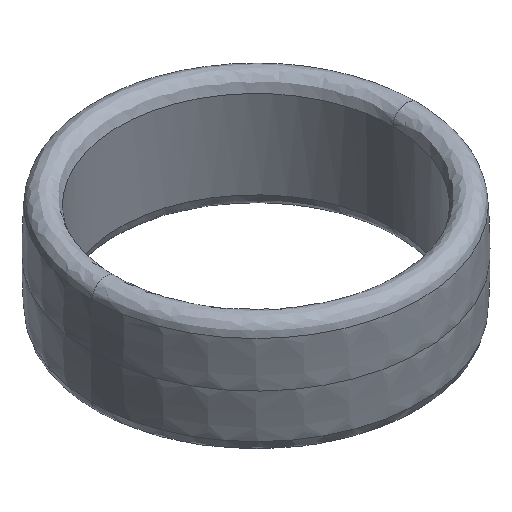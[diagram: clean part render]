
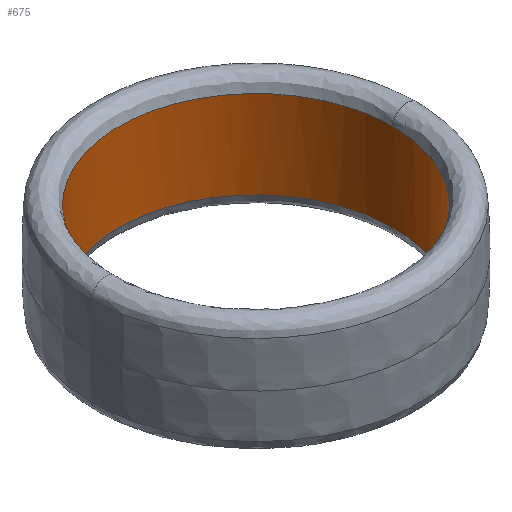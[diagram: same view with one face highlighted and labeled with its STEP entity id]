
A CAD part, isometric view. The second image highlights one B-rep face of the part: STEP entity #675.
In plain terms, the highlighted free-form (B-spline) face has degree [2, 1] with [9, 2] control points.
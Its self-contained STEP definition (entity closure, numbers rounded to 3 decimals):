
#39 = VERTEX_POINT('',#40);
#40 = CARTESIAN_POINT('',(95.56,-0.005,
    53.614));
#48 = EDGE_CURVE('',#49,#39,#51,.T.);
#49 = VERTEX_POINT('',#50);
#50 = CARTESIAN_POINT('',(109.036,-0.005,
    53.614));
#51 = B_SPLINE_CURVE_WITH_KNOTS('',3,(#52,#53,#54,#55,#56,#57,#58,#59,
    #60,#61),.UNSPECIFIED.,.F.,.F.,(4,1,1,1,1,1,1,4),(-1.889,
    -1.619,-1.35,-1.08,-0.81,
    -0.54,-0.27,0.),.UNSPECIFIED.);
#52 = CARTESIAN_POINT('',(109.036,-0.005,
    53.614));
#53 = CARTESIAN_POINT('',(109.035,-1.01,
    53.614));
#54 = CARTESIAN_POINT('',(108.574,-3.03,
    53.614));
#55 = CARTESIAN_POINT('',(106.636,-5.455,
    53.614));
#56 = CARTESIAN_POINT('',(103.842,-6.794,53.614
    ));
#57 = CARTESIAN_POINT('',(100.742,-6.793,
    53.614));
#58 = CARTESIAN_POINT('',(97.944,-5.439,
    53.614));
#59 = CARTESIAN_POINT('',(96.015,-3.011,
    53.614));
#60 = CARTESIAN_POINT('',(95.561,-1.007,
    53.614));
#61 = CARTESIAN_POINT('',(95.56,-0.005,
    53.614));
#156 = VERTEX_POINT('',#157);
#157 = CARTESIAN_POINT('',(95.56,0.,
    49.297));
#334 = VERTEX_POINT('',#335);
#335 = CARTESIAN_POINT('',(109.036,0.005,
    49.297));
#351 = EDGE_CURVE('',#156,#334,#352,.T.);
#352 = B_SPLINE_CURVE_WITH_KNOTS('',3,(#353,#354,#355,#356,#357,#358,
    #359,#360,#361),.UNSPECIFIED.,.F.,.F.,(4,1,1,1,1,1,4),(
    3.778,4.048,4.318,4.588,
    4.858,5.398,5.668),.UNSPECIFIED.);
#353 = CARTESIAN_POINT('',(95.56,0.,
    49.297));
#354 = CARTESIAN_POINT('',(95.56,-1.,
    49.297));
#355 = CARTESIAN_POINT('',(96.017,-3.022,
    49.297));
#356 = CARTESIAN_POINT('',(97.955,-5.452,
    49.297));
#357 = CARTESIAN_POINT('',(100.745,-6.791,
    49.297));
#358 = CARTESIAN_POINT('',(104.894,-6.81,
    49.297));
#359 = CARTESIAN_POINT('',(108.371,-4.053,
    49.297));
#360 = CARTESIAN_POINT('',(109.037,-0.999,
    49.297));
#361 = CARTESIAN_POINT('',(109.036,0.005,
    49.297));
#591 = EDGE_CURVE('',#334,#156,#592,.T.);
#592 = B_SPLINE_CURVE_WITH_KNOTS('',3,(#593,#594,#595,#596,#597,#598,
    #599,#600,#601,#602),.UNSPECIFIED.,.F.,.F.,(4,1,1,1,1,1,1,4),(
    1.889,2.159,2.429,2.699,
    2.969,3.238,3.508,3.778),
  .UNSPECIFIED.);
#593 = CARTESIAN_POINT('',(109.036,0.005,
    49.297));
#594 = CARTESIAN_POINT('',(109.035,1.01,
    49.297));
#595 = CARTESIAN_POINT('',(108.575,3.03,
    49.297));
#596 = CARTESIAN_POINT('',(106.635,5.454,
    49.297));
#597 = CARTESIAN_POINT('',(103.842,6.797,
    49.297));
#598 = CARTESIAN_POINT('',(100.736,6.79,
    49.297));
#599 = CARTESIAN_POINT('',(97.949,5.446,
    49.297));
#600 = CARTESIAN_POINT('',(96.012,3.006,
    49.297));
#601 = CARTESIAN_POINT('',(95.561,1.007,
    49.297));
#602 = CARTESIAN_POINT('',(95.56,0.005,
    49.297));
#675 = ADVANCED_FACE('',(#676),#721,.F.);
#676 = FACE_BOUND('',#677,.F.);
#677 = EDGE_LOOP('',(#678,#685,#710,#711,#718,#719,#720));
#678 = ORIENTED_EDGE('',*,*,#679,.F.);
#679 = EDGE_CURVE('',#680,#156,#682,.T.);
#680 = VERTEX_POINT('',#681);
#681 = CARTESIAN_POINT('',(95.56,0.,
    53.614));
#682 = B_SPLINE_CURVE_WITH_KNOTS('',1,(#683,#684),.UNSPECIFIED.,.F.,.F.,
  (2,2),(-1.762,1.762),.PIECEWISE_BEZIER_KNOTS.);
#683 = CARTESIAN_POINT('',(95.56,0.,
    53.614));
#684 = CARTESIAN_POINT('',(95.56,0.,
    49.297));
#685 = ORIENTED_EDGE('',*,*,#686,.T.);
#686 = EDGE_CURVE('',#680,#49,#687,.T.);
#687 = B_SPLINE_CURVE_WITH_KNOTS('',3,(#688,#689,#690,#691,#692,#693,
    #694,#695,#696,#697,#698,#699,#700,#701,#702,#703,#704,#705,#706,
    #707,#708,#709),.UNSPECIFIED.,.F.,.F.,(4,3,3,3,3,3,3,4),(0.,
    0.269,0.539,0.809,1.079,
    1.349,1.619,1.889),.UNSPECIFIED.);
#688 = CARTESIAN_POINT('',(95.56,0.,
    53.614));
#689 = CARTESIAN_POINT('',(95.56,1.001,
    53.614));
#690 = CARTESIAN_POINT('',(95.79,2.011,
    53.614));
#691 = CARTESIAN_POINT('',(96.226,2.92,
    53.614));
#692 = CARTESIAN_POINT('',(96.662,3.83,
    53.614));
#693 = CARTESIAN_POINT('',(97.306,4.638,53.614
    ));
#694 = CARTESIAN_POINT('',(98.094,5.266,
    53.614));
#695 = CARTESIAN_POINT('',(98.882,5.895,
    53.614));
#696 = CARTESIAN_POINT('',(99.814,6.345,
    53.614));
#697 = CARTESIAN_POINT('',(100.798,6.57,
    53.614));
#698 = CARTESIAN_POINT('',(101.782,6.795,
    53.614));
#699 = CARTESIAN_POINT('',(102.816,6.795,
    53.614));
#700 = CARTESIAN_POINT('',(103.799,6.571,
    53.614));
#701 = CARTESIAN_POINT('',(104.782,6.346,
    53.614));
#702 = CARTESIAN_POINT('',(105.714,5.897,
    53.614));
#703 = CARTESIAN_POINT('',(106.502,5.267,
    53.614));
#704 = CARTESIAN_POINT('',(107.291,4.638,
    53.614));
#705 = CARTESIAN_POINT('',(107.937,3.828,
    53.614));
#706 = CARTESIAN_POINT('',(108.373,2.918,
    53.614));
#707 = CARTESIAN_POINT('',(108.81,2.009,
    53.614));
#708 = CARTESIAN_POINT('',(109.037,0.999,
    53.614));
#709 = CARTESIAN_POINT('',(109.036,-0.005,
    53.614));
#710 = ORIENTED_EDGE('',*,*,#48,.T.);
#711 = ORIENTED_EDGE('',*,*,#712,.T.);
#712 = EDGE_CURVE('',#39,#680,#713,.T.);
#713 = B_SPLINE_CURVE_WITH_KNOTS('',3,(#714,#715,#716,#717),
  .UNSPECIFIED.,.F.,.F.,(4,4),(0.,0.),
  .PIECEWISE_BEZIER_KNOTS.);
#714 = CARTESIAN_POINT('',(95.56,-0.005,
    53.614));
#715 = CARTESIAN_POINT('',(95.56,-0.004,
    53.614));
#716 = CARTESIAN_POINT('',(95.56,-0.002,
    53.614));
#717 = CARTESIAN_POINT('',(95.56,0.,
    53.614));
#718 = ORIENTED_EDGE('',*,*,#679,.T.);
#719 = ORIENTED_EDGE('',*,*,#351,.T.);
#720 = ORIENTED_EDGE('',*,*,#591,.T.);
#721 = ( BOUNDED_SURFACE() B_SPLINE_SURFACE(2,1,(
    (#722,#723)
    ,(#724,#725)
    ,(#726,#727)
    ,(#728,#729)
    ,(#730,#731)
    ,(#732,#733)
    ,(#734,#735)
    ,(#736,#737)
,(#738,#739
    )),.UNSPECIFIED.,.T.,.F.,.F.) B_SPLINE_SURFACE_WITH_KNOTS((3,2,2,2,3
    ),(2,2),(-3.142,-2.094,0.,
    2.094,3.142),(-1.762,1.762),
.UNSPECIFIED.) GEOMETRIC_REPRESENTATION_ITEM() RATIONAL_B_SPLINE_SURFACE
((
    (0.75,0.75)
    ,(0.75,0.75)
    ,(1.,1.)
    ,(0.5,0.5)
    ,(1.,1.)
    ,(0.5,0.5)
    ,(1.,1.)
    ,(0.75,0.75)
,(0.75,0.75))) REPRESENTATION_ITEM('') SURFACE() );
#722 = CARTESIAN_POINT('',(95.56,0.,
    49.297));
#723 = CARTESIAN_POINT('',(95.56,0.,
    53.614));
#724 = CARTESIAN_POINT('',(95.56,-3.89,
    49.297));
#725 = CARTESIAN_POINT('',(95.56,-3.89,
    53.614));
#726 = CARTESIAN_POINT('',(98.929,-5.835,
    49.297));
#727 = CARTESIAN_POINT('',(98.929,-5.835,
    53.614));
#728 = CARTESIAN_POINT('',(109.036,-11.671,
    49.297));
#729 = CARTESIAN_POINT('',(109.036,-11.671,
    53.614));
#730 = CARTESIAN_POINT('',(109.036,0.,49.297));
#731 = CARTESIAN_POINT('',(109.036,0.,53.614));
#732 = CARTESIAN_POINT('',(109.036,11.671,
    49.297));
#733 = CARTESIAN_POINT('',(109.036,11.671,
    53.614));
#734 = CARTESIAN_POINT('',(98.929,5.835,
    49.297));
#735 = CARTESIAN_POINT('',(98.929,5.835,
    53.614));
#736 = CARTESIAN_POINT('',(95.56,3.89,
    49.297));
#737 = CARTESIAN_POINT('',(95.56,3.89,
    53.614));
#738 = CARTESIAN_POINT('',(95.56,0.,
    49.297));
#739 = CARTESIAN_POINT('',(95.56,0.,
    53.614));
